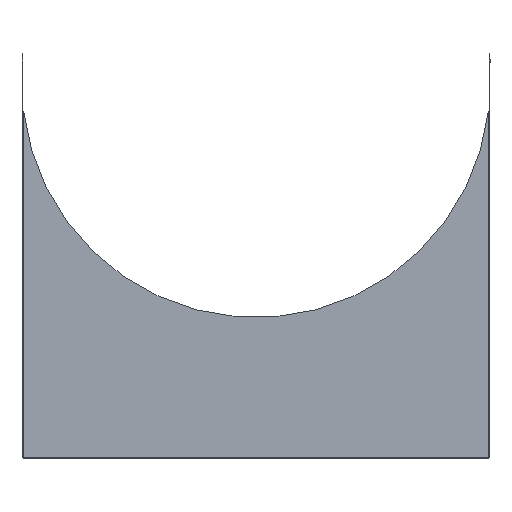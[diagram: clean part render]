
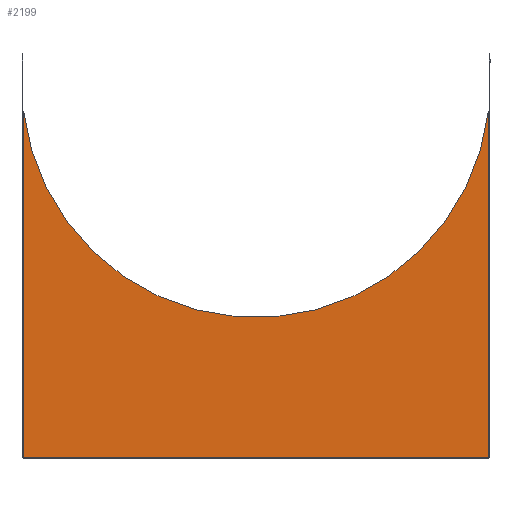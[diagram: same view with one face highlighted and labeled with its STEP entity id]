
A CAD part, top view. The second image highlights one B-rep face of the part: STEP entity #2199.
In plain terms, the highlighted planar face has unit normal (0, 0, 1).
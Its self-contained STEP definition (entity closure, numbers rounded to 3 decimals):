
#1696=CARTESIAN_POINT('',(1.4,0.,0.7));
#1697=VERTEX_POINT('',#1696);
#1722=CARTESIAN_POINT('',(400.6,0.,0.7));
#1723=VERTEX_POINT('',#1722);
#1776=CARTESIAN_POINT('',(400.6,0.,0.7));
#1777=DIRECTION('',(-1.0,0.0,0.0));
#1778=VECTOR('',#1777,399.2);
#1779=LINE('',#1776,#1778);
#1780=EDGE_CURVE('',#1723,#1697,#1779,.T.);
#1809=CARTESIAN_POINT('',(400.6,297.318,0.7));
#1810=VERTEX_POINT('',#1809);
#1818=CARTESIAN_POINT('',(400.6,0.,0.7));
#1819=DIRECTION('',(0.0,1.0,0.0));
#1820=VECTOR('',#1819,297.318);
#1821=LINE('',#1818,#1820);
#1822=EDGE_CURVE('',#1723,#1810,#1821,.T.);
#1984=CARTESIAN_POINT('',(1.4,297.318,0.7));
#1985=VERTEX_POINT('',#1984);
#1992=CARTESIAN_POINT('',(201.,321.0,0.7));
#1993=DIRECTION('',(0.0,0.0,1.0));
#1994=DIRECTION('',(1.0,0.0,0.0));
#1995=AXIS2_PLACEMENT_3D('',#1992,#1993,#1994);
#1996=CIRCLE('',#1995,201.0);
#1997=EDGE_CURVE('',#1985,#1810,#1996,.T.);
#2178=CARTESIAN_POINT('',(1.4,297.318,0.7));
#2179=DIRECTION('',(0.0,-1.0,0.0));
#2180=VECTOR('',#2179,297.318);
#2181=LINE('',#2178,#2180);
#2182=EDGE_CURVE('',#1985,#1697,#2181,.T.);
#2188=CARTESIAN_POINT('',(201.,139.,0.7));
#2189=DIRECTION('',(0.0,0.0,1.0));
#2190=DIRECTION('',(1.0,0.0,0.0));
#2191=AXIS2_PLACEMENT_3D('',#2188,#2189,#2190);
#2192=PLANE('',#2191);
#2193=ORIENTED_EDGE('',*,*,#1822,.T.);
#2194=ORIENTED_EDGE('',*,*,#1997,.F.);
#2195=ORIENTED_EDGE('',*,*,#2182,.T.);
#2196=ORIENTED_EDGE('',*,*,#1780,.F.);
#2197=EDGE_LOOP('',(#2193,#2194,#2195,#2196));
#2198=FACE_OUTER_BOUND('',#2197,.T.);
#2199=ADVANCED_FACE('',(#2198),#2192,.T.);
